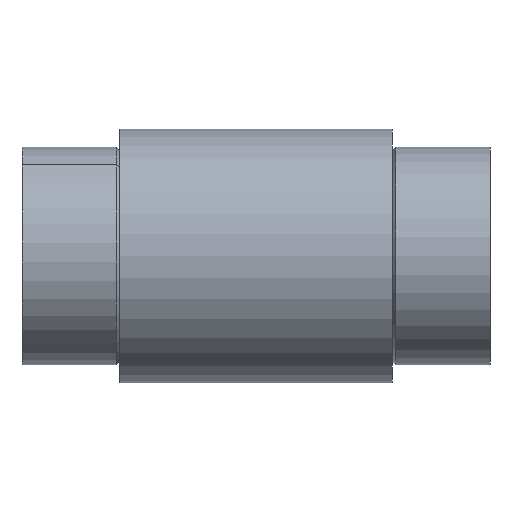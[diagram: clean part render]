
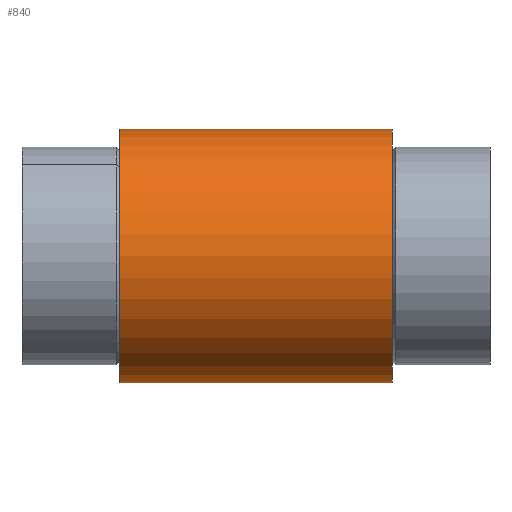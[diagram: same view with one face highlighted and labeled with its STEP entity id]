
A CAD part, left-side view. The second image highlights one B-rep face of the part: STEP entity #840.
In plain terms, the highlighted cylindrical face has radius 17.78 mm (diameter 35.56 mm), a partial arc.
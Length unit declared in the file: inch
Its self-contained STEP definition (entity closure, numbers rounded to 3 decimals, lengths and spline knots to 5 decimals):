
#44 = ORIENTED_EDGE ( 'NONE', *, *, #847, .T. ) ;
#51 = VERTEX_POINT ( 'NONE', #121 ) ;
#99 = VERTEX_POINT ( 'NONE', #123 ) ;
#121 = CARTESIAN_POINT ( 'NONE',  ( 0., -0.78115, -0.7 ) ) ;
#123 = CARTESIAN_POINT ( 'NONE',  ( 0., -0.78115, 0.7 ) ) ;
#136 = ORIENTED_EDGE ( 'NONE', *, *, #792, .F. ) ;
#138 = ORIENTED_EDGE ( 'NONE', *, *, #794, .F. ) ;
#146 = VERTEX_POINT ( 'NONE', #684 ) ;
#147 = VERTEX_POINT ( 'NONE', #431 ) ;
#165 = ORIENTED_EDGE ( 'NONE', *, *, #775, .T. ) ;
#183 = EDGE_LOOP ( 'NONE', ( #136, #44, #165, #138 ) ) ;
#218 = VECTOR ( 'NONE', #568, 39.37008 ) ;
#252 = CIRCLE ( 'NONE', #255, 0.7 ) ;
#255 = AXIS2_PLACEMENT_3D ( 'NONE', #546, #544, #540 ) ;
#257 = AXIS2_PLACEMENT_3D ( 'NONE', #578, #577, #576 ) ;
#271 = CIRCLE ( 'NONE', #257, 0.7 ) ;
#291 = VECTOR ( 'NONE', #587, 39.37008 ) ;
#348 = AXIS2_PLACEMENT_3D ( 'NONE', #613, #618, #611 ) ;
#361 = LINE ( 'NONE', #381, #291 ) ;
#381 = CARTESIAN_POINT ( 'NONE',  ( 0., 1.32149, 0.7 ) ) ;
#431 = CARTESIAN_POINT ( 'NONE',  ( 0., 0.71885, 0.7 ) ) ;
#540 = DIRECTION ( 'NONE',  ( 0., 0., 1. ) ) ;
#544 = DIRECTION ( 'NONE',  ( 0., 1., 0. ) ) ;
#546 = CARTESIAN_POINT ( 'NONE',  ( 0., 0.71885, 0. ) ) ;
#568 = DIRECTION ( 'NONE',  ( 0., 1., 0. ) ) ;
#576 = DIRECTION ( 'NONE',  ( 0., 0., 1. ) ) ;
#577 = DIRECTION ( 'NONE',  ( 0., 1., 0. ) ) ;
#578 = CARTESIAN_POINT ( 'NONE',  ( 0., -0.78115, 0. ) ) ;
#579 = CARTESIAN_POINT ( 'NONE',  ( 0., 1.32149, -0.7 ) ) ;
#587 = DIRECTION ( 'NONE',  ( 0., 1., 0. ) ) ;
#594 = LINE ( 'NONE', #579, #218 ) ;
#611 = DIRECTION ( 'NONE',  ( 0., 0., 1. ) ) ;
#612 = CYLINDRICAL_SURFACE ( 'NONE', #348, 0.7 ) ;
#613 = CARTESIAN_POINT ( 'NONE',  ( 0., 1.32149, 0. ) ) ;
#614 = FACE_OUTER_BOUND ( 'NONE', #183, .T. ) ;
#618 = DIRECTION ( 'NONE',  ( 0., 1., 0. ) ) ;
#684 = CARTESIAN_POINT ( 'NONE',  ( 0., 0.71885, -0.7 ) ) ;
#775 = EDGE_CURVE ( 'NONE', #99, #147, #361, .T. ) ;
#792 = EDGE_CURVE ( 'NONE', #51, #146, #594, .T. ) ;
#794 = EDGE_CURVE ( 'NONE', #146, #147, #252, .T. ) ;
#840 = ADVANCED_FACE ( 'NONE', ( #614 ), #612, .T. ) ;
#847 = EDGE_CURVE ( 'NONE', #51, #99, #271, .T. ) ;
